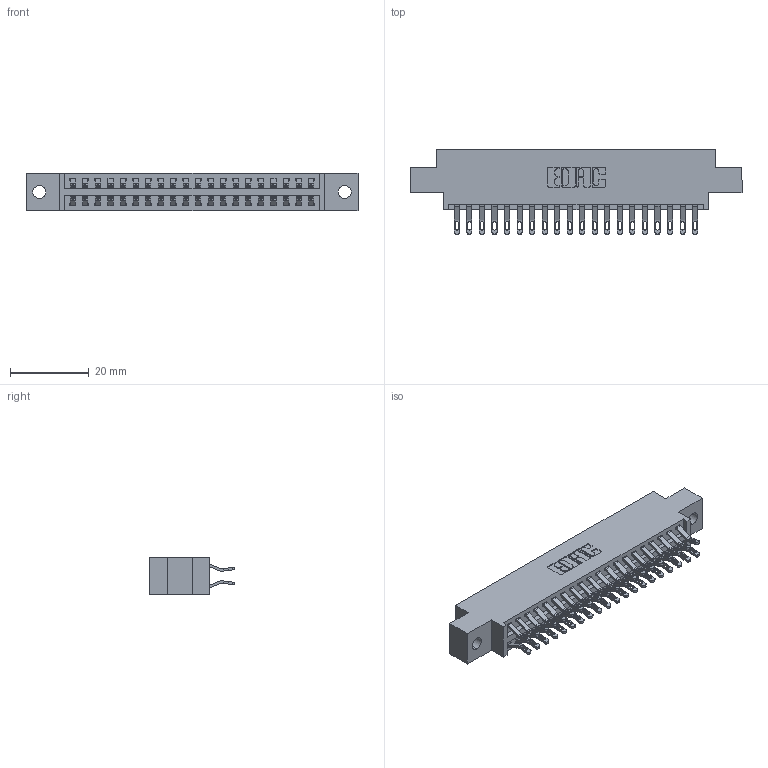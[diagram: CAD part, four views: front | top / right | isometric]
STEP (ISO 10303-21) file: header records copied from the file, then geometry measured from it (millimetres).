
FILE_DESCRIPTION (( 'STEP AP203' ), '1' );
FILE_NAME ('396-040-555-802.STEP', '2018-09-06T21:22:10', ( '' ), ( '' ), 'SwSTEP 2.0', 'SolidWorks 2016', '' );
FILE_SCHEMA (( 'CONFIG_CONTROL_DESIGN' ));
Length unit declared in the file: inch
Products named in the file (3): 346 Part_0.170 Offset - 0.128 Dia; 345-292-001_555 Tail; 396-040-555-802
Assembly tree (41 placements, depth 2):
  396-040-555-802
    346 Part_0.170 Offset - 0.128 Dia
    345-292-001_555 Tail  x40
Bounding box: 84.07 x 21.46 x 9.4 mm (x, y, z)
Volume: 7952.1 mm3; surface area: 10908.9 mm2
Topology: 41 solids, 41 shells, 2446 faces, 7661 edges, 5106 vertices
Faces by surface type: plane 1400, cylinder 1046
Entity records: 16475 total; most frequent: CARTESIAN_POINT 2782, ORIENTED_EDGE 2686, DIRECTION 2471, EDGE_CURVE 1343, VECTOR 1111, LINE 1111, VERTEX_POINT 894, AXIS2_PLACEMENT_3D 680
